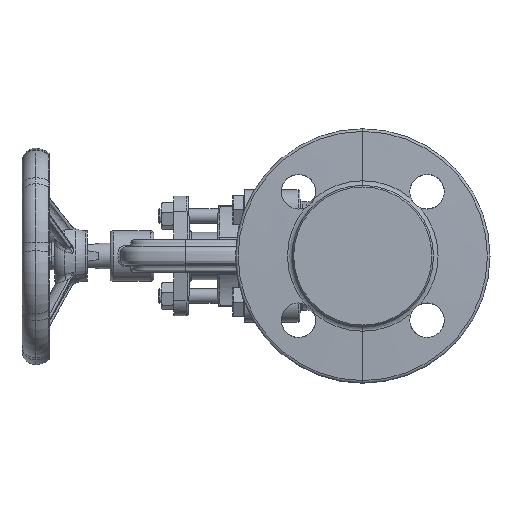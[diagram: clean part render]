
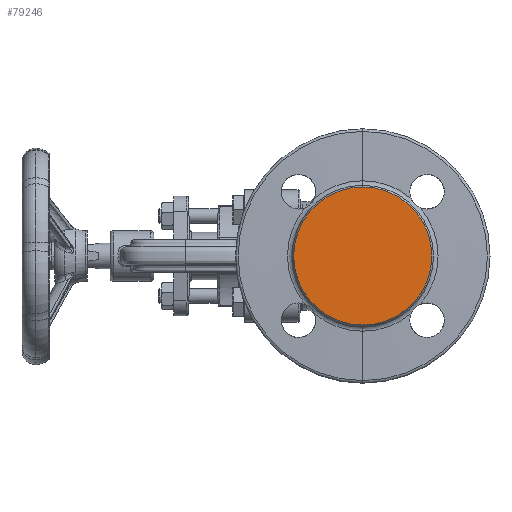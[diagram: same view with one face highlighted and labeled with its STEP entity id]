
A CAD part, left-side view. The second image highlights one B-rep face of the part: STEP entity #79246.
In plain terms, the highlighted planar face has unit normal (-1, 0, 0).
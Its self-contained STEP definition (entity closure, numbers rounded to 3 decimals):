
#1458 = CIRCLE ( 'NONE', #68677, 38. ) ;
#13569 = VERTEX_POINT ( 'NONE', #71467 ) ;
#33806 = CARTESIAN_POINT ( 'NONE',  ( -90., 0., 0. ) ) ;
#34178 = ORIENTED_EDGE ( 'NONE', *, *, #37622, .T. ) ;
#37622 = EDGE_CURVE ( 'NONE', #53389, #13569, #1458, .T. ) ;
#53389 = VERTEX_POINT ( 'NONE', #67234 ) ;
#59347 = AXIS2_PLACEMENT_3D ( 'NONE', #81704, #59358, #111262 ) ;
#59358 = DIRECTION ( 'NONE',  ( -1., 0., 0. ) ) ;
#61061 = AXIS2_PLACEMENT_3D ( 'NONE', #33806, #83141, #112065 ) ;
#67234 = CARTESIAN_POINT ( 'NONE',  ( -90., 0., 38. ) ) ;
#68677 = AXIS2_PLACEMENT_3D ( 'NONE', #87375, #128096, #86081 ) ;
#68811 = EDGE_CURVE ( 'NONE', #13569, #53389, #121960, .T. ) ;
#71467 = CARTESIAN_POINT ( 'NONE',  ( -90., 0., -38. ) ) ;
#75109 = ORIENTED_EDGE ( 'NONE', *, *, #68811, .T. ) ;
#79246 = ADVANCED_FACE ( 'NONE', ( #89610 ), #129680, .T. ) ;
#81704 = CARTESIAN_POINT ( 'NONE',  ( -90., 0., 0. ) ) ;
#83141 = DIRECTION ( 'NONE',  ( -1., 0., 0. ) ) ;
#86081 = DIRECTION ( 'NONE',  ( 0., 0., 1. ) ) ;
#87375 = CARTESIAN_POINT ( 'NONE',  ( -90., 0., 0. ) ) ;
#89610 = FACE_OUTER_BOUND ( 'NONE', #94765, .T. ) ;
#94765 = EDGE_LOOP ( 'NONE', ( #75109, #34178 ) ) ;
#111262 = DIRECTION ( 'NONE',  ( 0., 0., 1. ) ) ;
#112065 = DIRECTION ( 'NONE',  ( 0., 0., 1. ) ) ;
#121960 = CIRCLE ( 'NONE', #61061, 38. ) ;
#128096 = DIRECTION ( 'NONE',  ( -1., 0., 0. ) ) ;
#129680 = PLANE ( 'NONE',  #59347 ) ;
